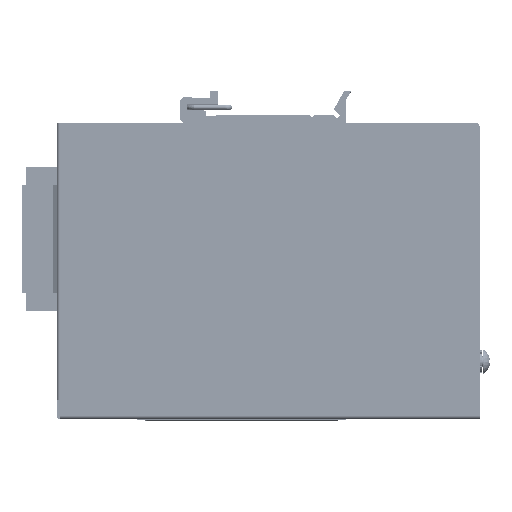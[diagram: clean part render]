
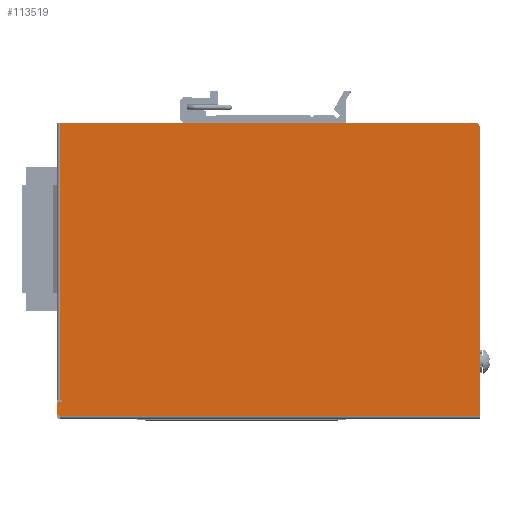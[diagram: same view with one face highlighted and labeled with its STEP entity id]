
A CAD part, top view. The second image highlights one B-rep face of the part: STEP entity #113519.
In plain terms, the highlighted planar face has unit normal (0, 0, 1).
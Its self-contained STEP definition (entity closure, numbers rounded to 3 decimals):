
#3285 = DIRECTION ( 'NONE',  ( 1., 0., 0. ) ) ;
#9974 = LINE ( 'NONE', #98539, #97602 ) ;
#10066 = CARTESIAN_POINT ( 'NONE',  ( 60., 42., 37. ) ) ;
#12106 = CARTESIAN_POINT ( 'NONE',  ( -60., 42., 37. ) ) ;
#14566 = EDGE_CURVE ( 'NONE', #182876, #129649, #157725, .T. ) ;
#18539 = ORIENTED_EDGE ( 'NONE', *, *, #59404, .T. ) ;
#23654 = EDGE_CURVE ( 'NONE', #69268, #201465, #287645, .T. ) ;
#24704 = LINE ( 'NONE', #114723, #278789 ) ;
#33604 = DIRECTION ( 'NONE',  ( 1., 0., 0. ) ) ;
#35605 = ORIENTED_EDGE ( 'NONE', *, *, #85623, .T. ) ;
#36348 = VECTOR ( 'NONE', #243437, 1000. ) ;
#37288 = DIRECTION ( 'NONE',  ( 0., -1., 0. ) ) ;
#38090 = LINE ( 'NONE', #148752, #153472 ) ;
#42121 = LINE ( 'NONE', #132075, #90878 ) ;
#52967 = DIRECTION ( 'NONE',  ( -1., 0., 0. ) ) ;
#56561 = ORIENTED_EDGE ( 'NONE', *, *, #269893, .T. ) ;
#59404 = EDGE_CURVE ( 'NONE', #154461, #256325, #226530, .T. ) ;
#61923 = CARTESIAN_POINT ( 'NONE',  ( 0., -37., 37. ) ) ;
#64040 = VERTEX_POINT ( 'NONE', #203906 ) ;
#69268 = VERTEX_POINT ( 'NONE', #94577 ) ;
#81695 = LINE ( 'NONE', #261787, #95420 ) ;
#84398 = VERTEX_POINT ( 'NONE', #231004 ) ;
#85623 = EDGE_CURVE ( 'NONE', #129649, #172842, #9974, .T. ) ;
#85829 = LINE ( 'NONE', #12106, #87577 ) ;
#87577 = VECTOR ( 'NONE', #175835, 1000. ) ;
#88976 = LINE ( 'NONE', #115460, #268668 ) ;
#90878 = VECTOR ( 'NONE', #155692, 1000. ) ;
#91768 = AXIS2_PLACEMENT_3D ( 'NONE', #213554, #148561, #262243 ) ;
#94577 = CARTESIAN_POINT ( 'NONE',  ( -59., -37., 37. ) ) ;
#95420 = VECTOR ( 'NONE', #235249, 1000. ) ;
#97602 = VECTOR ( 'NONE', #33604, 1000. ) ;
#98539 = CARTESIAN_POINT ( 'NONE',  ( -60., -40.99, 37. ) ) ;
#99331 = DIRECTION ( 'NONE',  ( 0., 0., 1. ) ) ;
#101720 = CARTESIAN_POINT ( 'NONE',  ( 59., 42., 37. ) ) ;
#107335 = CARTESIAN_POINT ( 'NONE',  ( -59., -38., 37. ) ) ;
#111298 = VERTEX_POINT ( 'NONE', #169297 ) ;
#113372 = AXIS2_PLACEMENT_3D ( 'NONE', #107335, #288829, #287383 ) ;
#113519 = ADVANCED_FACE ( 'NONE', ( #123520 ), #278541, .T. ) ;
#113520 = VECTOR ( 'NONE', #52967, 1000. ) ;
#114723 = CARTESIAN_POINT ( 'NONE',  ( -58.49, 0., 37. ) ) ;
#115460 = CARTESIAN_POINT ( 'NONE',  ( -60., -40.99, 37. ) ) ;
#117554 = CARTESIAN_POINT ( 'NONE',  ( -59., -39.99, 37. ) ) ;
#118697 = ORIENTED_EDGE ( 'NONE', *, *, #199514, .T. ) ;
#120779 = LINE ( 'NONE', #10066, #113520 ) ;
#123520 = FACE_OUTER_BOUND ( 'NONE', #283699, .T. ) ;
#126277 = VERTEX_POINT ( 'NONE', #172856 ) ;
#129649 = VERTEX_POINT ( 'NONE', #263651 ) ;
#132075 = CARTESIAN_POINT ( 'NONE',  ( 0., -36.5, 37. ) ) ;
#139507 = CARTESIAN_POINT ( 'NONE',  ( -58.49, -37., 37. ) ) ;
#140402 = ORIENTED_EDGE ( 'NONE', *, *, #225849, .T. ) ;
#148561 = DIRECTION ( 'NONE',  ( 0., 0., 1. ) ) ;
#148752 = CARTESIAN_POINT ( 'NONE',  ( 60., 42., 37. ) ) ;
#153472 = VECTOR ( 'NONE', #235899, 1000. ) ;
#154461 = VERTEX_POINT ( 'NONE', #286515 ) ;
#155420 = CARTESIAN_POINT ( 'NONE',  ( -60., -38., 37. ) ) ;
#155692 = DIRECTION ( 'NONE',  ( 1., 0., 0. ) ) ;
#156578 = ORIENTED_EDGE ( 'NONE', *, *, #14566, .T. ) ;
#157340 = ORIENTED_EDGE ( 'NONE', *, *, #231895, .T. ) ;
#157725 = CIRCLE ( 'NONE', #289836, 1. ) ;
#169297 = CARTESIAN_POINT ( 'NONE',  ( -58.99, 42., 37. ) ) ;
#169762 = ORIENTED_EDGE ( 'NONE', *, *, #257696, .T. ) ;
#170189 = DIRECTION ( 'NONE',  ( 0., -1., 0. ) ) ;
#172842 = VERTEX_POINT ( 'NONE', #229045 ) ;
#172856 = CARTESIAN_POINT ( 'NONE',  ( -58.49, -36.5, 37. ) ) ;
#175835 = DIRECTION ( 'NONE',  ( 0., -1., 0. ) ) ;
#182876 = VERTEX_POINT ( 'NONE', #182988 ) ;
#182988 = CARTESIAN_POINT ( 'NONE',  ( -60., -39.99, 37. ) ) ;
#199514 = EDGE_CURVE ( 'NONE', #172842, #84398, #88976, .T. ) ;
#200303 = ORIENTED_EDGE ( 'NONE', *, *, #249156, .T. ) ;
#201465 = VERTEX_POINT ( 'NONE', #155420 ) ;
#203906 = CARTESIAN_POINT ( 'NONE',  ( -58.99, -36.5, 37. ) ) ;
#204724 = DIRECTION ( 'NONE',  ( 0., -1., 0. ) ) ;
#213554 = CARTESIAN_POINT ( 'NONE',  ( 0., 0., 37. ) ) ;
#213992 = LINE ( 'NONE', #61923, #36348 ) ;
#214493 = DIRECTION ( 'NONE',  ( 0., 0., 1. ) ) ;
#221168 = ORIENTED_EDGE ( 'NONE', *, *, #291501, .T. ) ;
#225849 = EDGE_CURVE ( 'NONE', #84398, #154461, #38090, .T. ) ;
#226530 = CIRCLE ( 'NONE', #250125, 1. ) ;
#228671 = EDGE_CURVE ( 'NONE', #287585, #69268, #213992, .T. ) ;
#229045 = CARTESIAN_POINT ( 'NONE',  ( -58.99, -40.99, 37. ) ) ;
#231004 = CARTESIAN_POINT ( 'NONE',  ( 60., -40.99, 37. ) ) ;
#231895 = EDGE_CURVE ( 'NONE', #111298, #64040, #81695, .T. ) ;
#235249 = DIRECTION ( 'NONE',  ( 0., -1., 0. ) ) ;
#235899 = DIRECTION ( 'NONE',  ( 0., 1., 0. ) ) ;
#239492 = CARTESIAN_POINT ( 'NONE',  ( 59., 41., 37. ) ) ;
#243437 = DIRECTION ( 'NONE',  ( -1., 0., 0. ) ) ;
#249065 = ORIENTED_EDGE ( 'NONE', *, *, #228671, .T. ) ;
#249156 = EDGE_CURVE ( 'NONE', #256325, #111298, #120779, .T. ) ;
#250125 = AXIS2_PLACEMENT_3D ( 'NONE', #239492, #99331, #37288 ) ;
#256325 = VERTEX_POINT ( 'NONE', #101720 ) ;
#257696 = EDGE_CURVE ( 'NONE', #201465, #182876, #85829, .T. ) ;
#261787 = CARTESIAN_POINT ( 'NONE',  ( -58.99, 42., 37. ) ) ;
#262243 = DIRECTION ( 'NONE',  ( 0., -1., 0. ) ) ;
#263651 = CARTESIAN_POINT ( 'NONE',  ( -59., -40.99, 37. ) ) ;
#268668 = VECTOR ( 'NONE', #3285, 1000. ) ;
#269893 = EDGE_CURVE ( 'NONE', #64040, #126277, #42121, .T. ) ;
#278541 = PLANE ( 'NONE',  #91768 ) ;
#278789 = VECTOR ( 'NONE', #204724, 1000. ) ;
#278795 = ORIENTED_EDGE ( 'NONE', *, *, #23654, .T. ) ;
#283699 = EDGE_LOOP ( 'NONE', ( #140402, #18539, #200303, #157340, #56561, #221168, #249065, #278795, #169762, #156578, #35605, #118697 ) ) ;
#286515 = CARTESIAN_POINT ( 'NONE',  ( 60., 41., 37. ) ) ;
#287383 = DIRECTION ( 'NONE',  ( 0., -1., 0. ) ) ;
#287585 = VERTEX_POINT ( 'NONE', #139507 ) ;
#287645 = CIRCLE ( 'NONE', #113372, 1. ) ;
#288829 = DIRECTION ( 'NONE',  ( 0., 0., 1. ) ) ;
#289836 = AXIS2_PLACEMENT_3D ( 'NONE', #117554, #214493, #170189 ) ;
#291501 = EDGE_CURVE ( 'NONE', #126277, #287585, #24704, .T. ) ;
